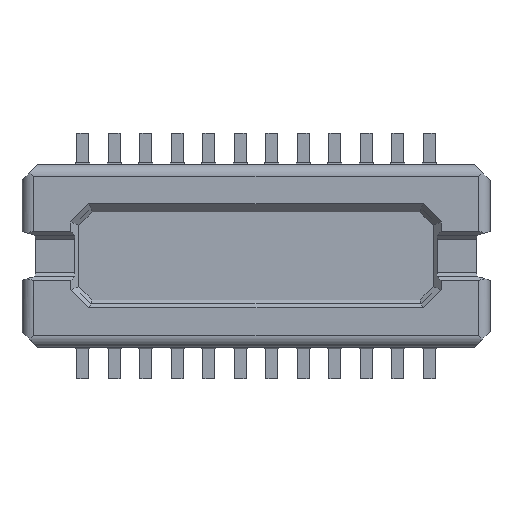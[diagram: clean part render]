
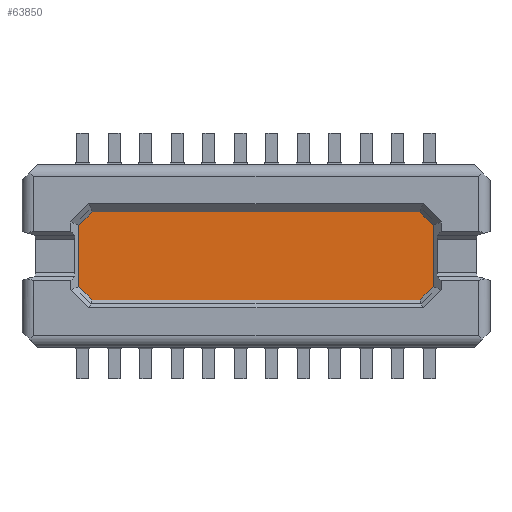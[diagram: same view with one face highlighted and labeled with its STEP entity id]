
A CAD part, top view. The second image highlights one B-rep face of the part: STEP entity #63850.
In plain terms, the highlighted face is planar.
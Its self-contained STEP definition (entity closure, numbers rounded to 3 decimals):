
#63010=CARTESIAN_POINT('',(1.01,-0.3,
-5.831));
#63020=VERTEX_POINT('',#63010);
#63100=CARTESIAN_POINT('',(1.01,-0.3,
-1.673));
#63110=VERTEX_POINT('',#63100);
#63140=CARTESIAN_POINT('',(1.01,-0.3,
-1.673));
#63150=DIRECTION('',(0.,0.,-1.));
#63160=VECTOR('',#63150,1.);
#63170=LINE('',#63140,#63160);
#63180=EDGE_CURVE('',#63110,#63020,#63170,.T.);
#63230=CARTESIAN_POINT('',(0.382,-0.3,
-3.379));
#63240=DIRECTION('',(-0.,-1.,-0.));
#63250=DIRECTION('',(-1.,0.,0.));
#63260=AXIS2_PLACEMENT_3D('',#63230,#63240,#63250);
#63270=PLANE('',#63260);
#63280=CARTESIAN_POINT('',(0.061,-0.3,
-6.002));
#63290=DIRECTION('',(-0.707,0.,0.707));
#63300=VECTOR('',#63290,1.);
#63310=LINE('',#63280,#63300);
#63320=CARTESIAN_POINT('',(0.061,-0.3,
-6.002));
#63330=VERTEX_POINT('',#63320);
#63340=CARTESIAN_POINT('',(-0.11,-0.3,
-5.831));
#63350=VERTEX_POINT('',#63340);
#63360=EDGE_CURVE('',#63330,#63350,#63310,.T.);
#63370=ORIENTED_EDGE('',*,*,#63360,.T.);
#63380=CARTESIAN_POINT('',(0.061,-0.3,
-6.002));
#63390=DIRECTION('',(1.,0.,0.));
#63400=VECTOR('',#63390,1.);
#63410=LINE('',#63380,#63400);
#63420=CARTESIAN_POINT('',(0.839,-0.3,
-6.002));
#63430=VERTEX_POINT('',#63420);
#63440=EDGE_CURVE('',#63330,#63430,#63410,.T.);
#63450=ORIENTED_EDGE('',*,*,#63440,.F.);
#63460=CARTESIAN_POINT('',(1.01,-0.3,
-5.831));
#63470=DIRECTION('',(-0.707,0.,-0.707));
#63480=VECTOR('',#63470,1.);
#63490=LINE('',#63460,#63480);
#63500=EDGE_CURVE('',#63020,#63430,#63490,.T.);
#63510=ORIENTED_EDGE('',*,*,#63500,.T.);
#63520=ORIENTED_EDGE('',*,*,#63180,.T.);
#63530=CARTESIAN_POINT('',(0.839,-0.3,
-1.502));
#63540=DIRECTION('',(0.707,0.,-0.707));
#63550=VECTOR('',#63540,1.);
#63560=LINE('',#63530,#63550);
#63570=CARTESIAN_POINT('',(0.839,-0.3,
-1.502));
#63580=VERTEX_POINT('',#63570);
#63590=EDGE_CURVE('',#63580,#63110,#63560,.T.);
#63600=ORIENTED_EDGE('',*,*,#63590,.T.);
#63610=CARTESIAN_POINT('',(0.061,-0.3,
-1.502));
#63620=DIRECTION('',(1.,0.,0.));
#63630=VECTOR('',#63620,1.);
#63640=LINE('',#63610,#63630);
#63650=CARTESIAN_POINT('',(0.061,-0.3,
-1.502));
#63660=VERTEX_POINT('',#63650);
#63670=EDGE_CURVE('',#63660,#63580,#63640,.T.);
#63680=ORIENTED_EDGE('',*,*,#63670,.T.);
#63690=CARTESIAN_POINT('',(-0.11,-0.3,
-1.673));
#63700=DIRECTION('',(0.707,0.,0.707));
#63710=VECTOR('',#63700,1.);
#63720=LINE('',#63690,#63710);
#63730=CARTESIAN_POINT('',(-0.11,-0.3,
-1.673));
#63740=VERTEX_POINT('',#63730);
#63750=EDGE_CURVE('',#63740,#63660,#63720,.T.);
#63760=ORIENTED_EDGE('',*,*,#63750,.T.);
#63770=CARTESIAN_POINT('',(-0.11,-0.3,
-1.673));
#63780=DIRECTION('',(0.,0.,-1.));
#63790=VECTOR('',#63780,1.);
#63800=LINE('',#63770,#63790);
#63810=EDGE_CURVE('',#63740,#63350,#63800,.T.);
#63820=ORIENTED_EDGE('',*,*,#63810,.F.);
#63830=EDGE_LOOP('',(#63820,#63760,#63680,#63600,#63520,#63510,#63450,
#63370));
#63840=FACE_OUTER_BOUND('',#63830,.T.);
#63850=ADVANCED_FACE('',(#63840),#63270,.F.);
